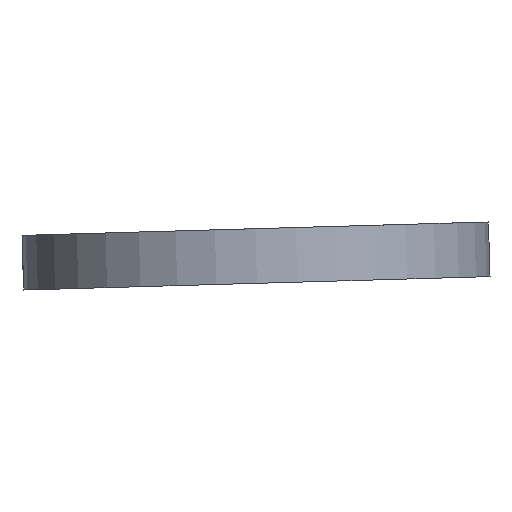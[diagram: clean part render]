
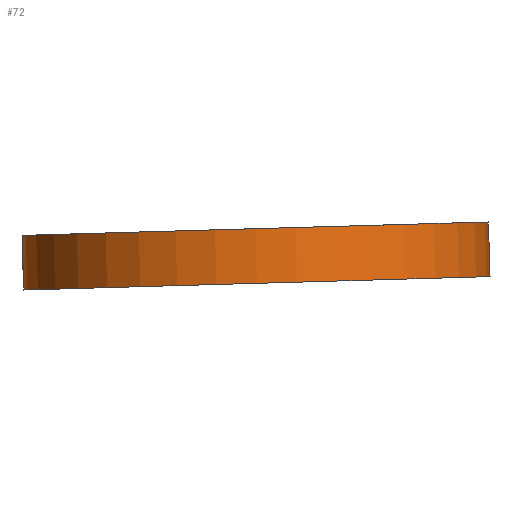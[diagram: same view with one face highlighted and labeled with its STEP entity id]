
A CAD part, front view. The second image highlights one B-rep face of the part: STEP entity #72.
In plain terms, the highlighted cylindrical face has radius 40.64 mm (diameter 81.28 mm), a partial arc.
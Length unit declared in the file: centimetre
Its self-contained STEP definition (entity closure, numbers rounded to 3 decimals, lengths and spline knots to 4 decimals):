
#3 = EDGE_CURVE ( 'NONE', #214, #299, #403, .T. ) ;
#12 = DIRECTION ( 'NONE',  ( 0., 0., 1. ) ) ;
#34 = DIRECTION ( 'NONE',  ( 0., 0., -1. ) ) ;
#35 = CIRCLE ( 'NONE', #439, 4.064 ) ;
#71 = DIRECTION ( 'NONE',  ( 0., 0., -1. ) ) ;
#72 = ADVANCED_FACE ( 'NONE', ( #237 ), #472, .T. ) ;
#78 = CARTESIAN_POINT ( 'NONE',  ( -4.064, 0., 46.2781 ) ) ;
#82 = CARTESIAN_POINT ( 'NONE',  ( 0., 0., 47.2306 ) ) ;
#104 = CARTESIAN_POINT ( 'NONE',  ( 4.064, 0., 2284.185 ) ) ;
#146 = ORIENTED_EDGE ( 'NONE', *, *, #285, .T. ) ;
#148 = DIRECTION ( 'NONE',  ( 0., 0., -1. ) ) ;
#154 = CARTESIAN_POINT ( 'NONE',  ( 4.064, 0., 47.2306 ) ) ;
#177 = VERTEX_POINT ( 'NONE', #187 ) ;
#187 = CARTESIAN_POINT ( 'NONE',  ( -4.064, 0., 47.2306 ) ) ;
#194 = DIRECTION ( 'NONE',  ( -1., 0., 0. ) ) ;
#214 = VERTEX_POINT ( 'NONE', #154 ) ;
#227 = CARTESIAN_POINT ( 'NONE',  ( -4.064, 0., 2284.185 ) ) ;
#235 = CARTESIAN_POINT ( 'NONE',  ( 0., 0., 2284.185 ) ) ;
#237 = FACE_OUTER_BOUND ( 'NONE', #453, .T. ) ;
#239 = CARTESIAN_POINT ( 'NONE',  ( 0., 0., 46.2781 ) ) ;
#244 = DIRECTION ( 'NONE',  ( 1., 0., 0. ) ) ;
#260 = DIRECTION ( 'NONE',  ( 0., 0., -1. ) ) ;
#268 = LINE ( 'NONE', #227, #420 ) ;
#285 = EDGE_CURVE ( 'NONE', #177, #214, #450, .T. ) ;
#299 = VERTEX_POINT ( 'NONE', #308 ) ;
#308 = CARTESIAN_POINT ( 'NONE',  ( 4.064, 0., 46.2781 ) ) ;
#366 = AXIS2_PLACEMENT_3D ( 'NONE', #235, #34, #465 ) ;
#371 = VERTEX_POINT ( 'NONE', #78 ) ;
#377 = ORIENTED_EDGE ( 'NONE', *, *, #3, .T. ) ;
#403 = LINE ( 'NONE', #104, #406 ) ;
#404 = EDGE_CURVE ( 'NONE', #177, #371, #268, .T. ) ;
#406 = VECTOR ( 'NONE', #260, 100. ) ;
#409 = ORIENTED_EDGE ( 'NONE', *, *, #404, .F. ) ;
#420 = VECTOR ( 'NONE', #71, 100. ) ;
#439 = AXIS2_PLACEMENT_3D ( 'NONE', #239, #12, #244 ) ;
#447 = ORIENTED_EDGE ( 'NONE', *, *, #496, .T. ) ;
#450 = CIRCLE ( 'NONE', #462, 4.064 ) ;
#453 = EDGE_LOOP ( 'NONE', ( #146, #377, #447, #409 ) ) ;
#462 = AXIS2_PLACEMENT_3D ( 'NONE', #82, #148, #194 ) ;
#465 = DIRECTION ( 'NONE',  ( -1., 0., 0. ) ) ;
#472 = CYLINDRICAL_SURFACE ( 'NONE', #366, 4.064 ) ;
#496 = EDGE_CURVE ( 'NONE', #299, #371, #35, .T. ) ;
